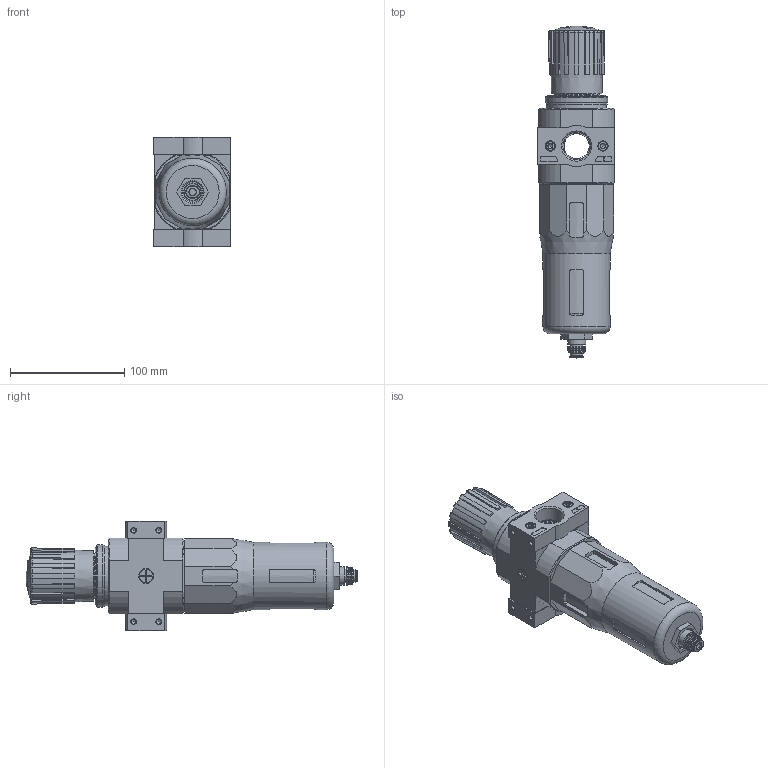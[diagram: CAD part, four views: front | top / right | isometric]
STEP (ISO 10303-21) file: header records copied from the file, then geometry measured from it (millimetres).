
FILE_DESCRIPTION(/* description */ ('STEP AP214'),/* implementation_level */ '2;1');
FILE_NAME(/* name */ '192395_LFR-3_4-D-5M-O-DI-MAXI-A',/* time_stamp */ '2024-09-04T14:46:18+02:00',/* author */ ('License CC BY-ND 4.0'),/* organization */ ('CADENAS'),/* preprocessor_version */ 'ST-DEVELOPER v19.3',/* originating_system */ 'PARTsolutions',/* authorisation */ ' ');
FILE_SCHEMA (('AUTOMOTIVE_DESIGN {1 0 10303 214 3 1 1}'));
Length unit declared in the file: millimetre
Products named in the file (9): 192395 LFR-3/4-D-5M-O-DI-MAXI-A---(0); 396645 LFR-D-5M-DI-MAXI-A--(0); 380311 PBL-3/4-D-MAXI-R---(0) p1; DIN-912 - M5x20(F); 380309 PBL-3/4-D-MAXI-L---(1) p1; 398012 LRVS-D-MINI; 125696 LR/LFR-D-MAXI; 373846 LR-MIDI; 526489 MS4-LFR-V
Assembly tree (11 placements, depth 2):
  192395 LFR-3/4-D-5M-O-DI-MAXI-A---(0)
    396645 LFR-D-5M-DI-MAXI-A--(0)
    380311 PBL-3/4-D-MAXI-R---(0) p1
    DIN-912 - M5x20(F)  x4
    380309 PBL-3/4-D-MAXI-L---(1) p1
    398012 LRVS-D-MINI
    125696 LR/LFR-D-MAXI
    373846 LR-MIDI
    526489 MS4-LFR-V
Bounding box: 67.1 x 290.22 x 96 mm (x, y, z)
Volume: 796007.8 mm3; surface area: 97668.1 mm2
Topology: 11 solids, 12 shells, 647 faces, 1564 edges, 989 vertices
Faces by surface type: plane 320, cylinder 130, cone 127, torus 65, sphere 5
Full cylindrical faces by diameter (mm): 2 x1, 4.134 x8, 4.2 x1, 5 x4, 6 x1, 6.3 x1, 8.5 x4, 9.5 x1, 9.6 x1, 11 x1, 11.2 x1, 11.4 x1, 11.445 x2, 11.6 x1, 11.8 x1, 13.157 x2, 15.8 x1, 18 x1, 22 x1, 24.117 x2, 30 x2, 39 x1, 40 x1, 50.2 x1, 50.376 x1, 52 x1, 53.5 x1, 54.8 x1, 58.8 x1, 59 x1
Entity records: 19347 total; most frequent: CARTESIAN_POINT 3730, DIRECTION 2620, ORIENTED_EDGE 2506, EDGE_CURVE 1253, AXIS2_PLACEMENT_3D 1058, VERTEX_POINT 890, FACE_BOUND 769, EDGE_LOOP 760
